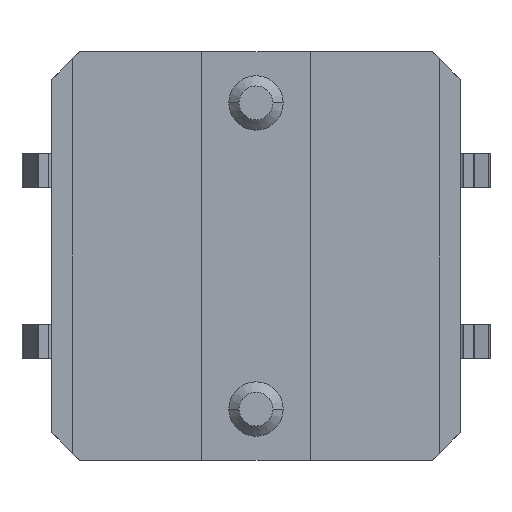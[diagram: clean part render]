
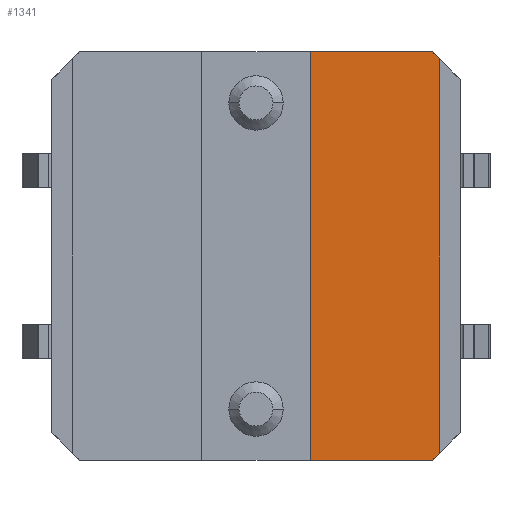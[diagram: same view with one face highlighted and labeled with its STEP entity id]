
A CAD part, front view. The second image highlights one B-rep face of the part: STEP entity #1341.
In plain terms, the highlighted planar face has unit normal (0, -1, 0).
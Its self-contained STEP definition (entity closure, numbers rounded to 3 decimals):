
#55 = ORIENTED_EDGE ( 'NONE', *, *, #1831, .F. ) ;
#65 = AXIS2_PLACEMENT_3D ( 'NONE', #3953, #512, #2655 ) ;
#135 = LINE ( 'NONE', #3094, #3202 ) ;
#178 = VERTEX_POINT ( 'NONE', #458 ) ;
#271 = VERTEX_POINT ( 'NONE', #4488 ) ;
#326 = LINE ( 'NONE', #2029, #5674 ) ;
#458 = CARTESIAN_POINT ( 'NONE',  ( 5.2, 0., -6. ) ) ;
#491 = CARTESIAN_POINT ( 'NONE',  ( 5.4, 0., -5.8 ) ) ;
#512 = DIRECTION ( 'NONE',  ( 0., 1., 0. ) ) ;
#530 = PLANE ( 'NONE',  #65 ) ;
#571 = EDGE_CURVE ( 'NONE', #4431, #5305, #2927, .T. ) ;
#1216 = EDGE_CURVE ( 'NONE', #4431, #5458, #326, .T. ) ;
#1341 = ADVANCED_FACE ( 'NONE', ( #4146 ), #530, .F. ) ;
#1407 = CARTESIAN_POINT ( 'NONE',  ( 1.6, 0., -6. ) ) ;
#1473 = EDGE_CURVE ( 'NONE', #3014, #271, #5404, .T. ) ;
#1644 = DIRECTION ( 'NONE',  ( -0.707, 0., 0.707 ) ) ;
#1754 = DIRECTION ( 'NONE',  ( 1., 0., 0. ) ) ;
#1795 = ORIENTED_EDGE ( 'NONE', *, *, #1473, .F. ) ;
#1831 = EDGE_CURVE ( 'NONE', #271, #5458, #135, .T. ) ;
#1915 = ORIENTED_EDGE ( 'NONE', *, *, #4450, .T. ) ;
#1952 = DIRECTION ( 'NONE',  ( -1., 0., 0. ) ) ;
#2029 = CARTESIAN_POINT ( 'NONE',  ( 5.2, 0., 6. ) ) ;
#2165 = DIRECTION ( 'NONE',  ( 0.707, 0., 0.707 ) ) ;
#2256 = CARTESIAN_POINT ( 'NONE',  ( 1.6, 0., -6. ) ) ;
#2625 = VECTOR ( 'NONE', #2165, 1000. ) ;
#2655 = DIRECTION ( 'NONE',  ( -1., 0., 0. ) ) ;
#2909 = ORIENTED_EDGE ( 'NONE', *, *, #1216, .T. ) ;
#2927 = LINE ( 'NONE', #5214, #4736 ) ;
#2933 = CARTESIAN_POINT ( 'NONE',  ( 5.4, 0., 5.8 ) ) ;
#3014 = VERTEX_POINT ( 'NONE', #2256 ) ;
#3069 = EDGE_CURVE ( 'NONE', #178, #3014, #3540, .T. ) ;
#3094 = CARTESIAN_POINT ( 'NONE',  ( -6., 0., 6. ) ) ;
#3106 = ORIENTED_EDGE ( 'NONE', *, *, #3069, .F. ) ;
#3202 = VECTOR ( 'NONE', #1754, 1000. ) ;
#3540 = LINE ( 'NONE', #4602, #4089 ) ;
#3655 = CARTESIAN_POINT ( 'NONE',  ( 5.2, 0., 6. ) ) ;
#3744 = VECTOR ( 'NONE', #5410, 1000. ) ;
#3866 = LINE ( 'NONE', #4800, #2625 ) ;
#3953 = CARTESIAN_POINT ( 'NONE',  ( -6., 0., 6. ) ) ;
#4089 = VECTOR ( 'NONE', #1952, 1000. ) ;
#4146 = FACE_OUTER_BOUND ( 'NONE', #5317, .T. ) ;
#4284 = DIRECTION ( 'NONE',  ( 0., 0., -1. ) ) ;
#4431 = VERTEX_POINT ( 'NONE', #2933 ) ;
#4450 = EDGE_CURVE ( 'NONE', #178, #5305, #3866, .T. ) ;
#4488 = CARTESIAN_POINT ( 'NONE',  ( 1.6, 0., 6. ) ) ;
#4602 = CARTESIAN_POINT ( 'NONE',  ( -6., 0., -6. ) ) ;
#4736 = VECTOR ( 'NONE', #4284, 1000. ) ;
#4800 = CARTESIAN_POINT ( 'NONE',  ( 6., 0., -5.2 ) ) ;
#5028 = ORIENTED_EDGE ( 'NONE', *, *, #571, .F. ) ;
#5214 = CARTESIAN_POINT ( 'NONE',  ( 5.4, 0., 6. ) ) ;
#5305 = VERTEX_POINT ( 'NONE', #491 ) ;
#5317 = EDGE_LOOP ( 'NONE', ( #3106, #1915, #5028, #2909, #55, #1795 ) ) ;
#5404 = LINE ( 'NONE', #1407, #3744 ) ;
#5410 = DIRECTION ( 'NONE',  ( 0., 0., 1. ) ) ;
#5458 = VERTEX_POINT ( 'NONE', #3655 ) ;
#5674 = VECTOR ( 'NONE', #1644, 1000. ) ;
